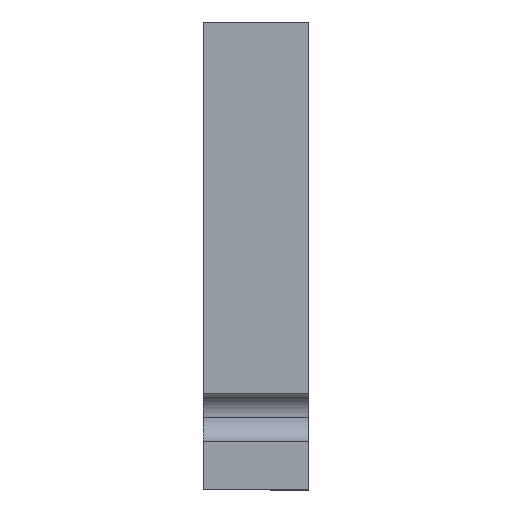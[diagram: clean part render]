
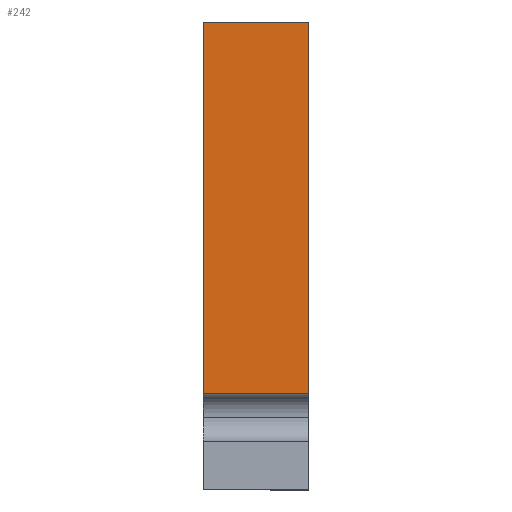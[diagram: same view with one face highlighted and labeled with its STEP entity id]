
A CAD part, left-side view. The second image highlights one B-rep face of the part: STEP entity #242.
In plain terms, the highlighted planar face has unit normal (-1, 0, 0).
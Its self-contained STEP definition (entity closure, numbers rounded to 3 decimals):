
#242=ADVANCED_FACE('',(#629),#630,.F.);
#629=FACE_OUTER_BOUND('',#1158,.T.);
#630=PLANE('',#1159);
#1158=EDGE_LOOP('',(#1797,#1798,#1799,#1800));
#1159=AXIS2_PLACEMENT_3D('',#1801,#1802,#1803);
#1797=ORIENTED_EDGE('',*,*,#3444,.T.);
#1798=ORIENTED_EDGE('',*,*,#3455,.T.);
#1799=ORIENTED_EDGE('',*,*,#3456,.T.);
#1800=ORIENTED_EDGE('',*,*,#3447,.T.);
#1801=CARTESIAN_POINT('',(0.0,1.09,0.));
#1802=DIRECTION('',(1.0,0.0,0.));
#1803=DIRECTION('',(0.,0.0,-1.0));
#3444=EDGE_CURVE('',#4215,#4213,#4216,.T.);
#3447=EDGE_CURVE('',#4219,#4215,#4220,.T.);
#3455=EDGE_CURVE('',#4213,#4232,#4233,.T.);
#3456=EDGE_CURVE('',#4232,#4219,#4234,.T.);
#4213=VERTEX_POINT('',#5287);
#4215=VERTEX_POINT('',#5289);
#4216=LINE('',#5290,#5291);
#4219=VERTEX_POINT('',#5294);
#4220=LINE('',#5295,#5296);
#4232=VERTEX_POINT('',#5313);
#4233=LINE('',#5314,#5315);
#4234=LINE('',#5316,#5317);
#5287=CARTESIAN_POINT('',(0.,0.0,-2.85));
#5289=CARTESIAN_POINT('',(0.,2.18,-2.85));
#5290=CARTESIAN_POINT('',(0.,1.2,-2.85));
#5291=VECTOR('',#6699,1.0);
#5294=CARTESIAN_POINT('',(0.0,2.18,4.85));
#5295=CARTESIAN_POINT('',(0.0,2.18,0.));
#5296=VECTOR('',#6703,1.0);
#5313=CARTESIAN_POINT('',(0.0,0.0,4.85));
#5314=CARTESIAN_POINT('',(0.0,0.0,0.));
#5315=VECTOR('',#6712,1.0);
#5316=CARTESIAN_POINT('',(0.0,1.09,4.85));
#5317=VECTOR('',#6713,1.0);
#6699=DIRECTION('',(-0.0,-1.0,-0.0));
#6703=DIRECTION('',(0.,0.0,-1.0));
#6712=DIRECTION('',(0.,0.0,1.0));
#6713=DIRECTION('',(0.0,1.0,0.0));
